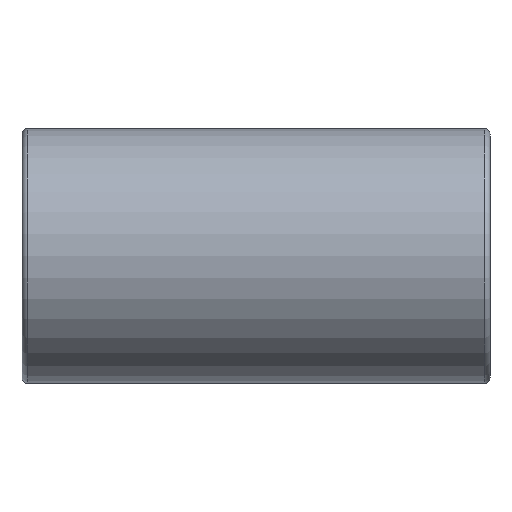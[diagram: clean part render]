
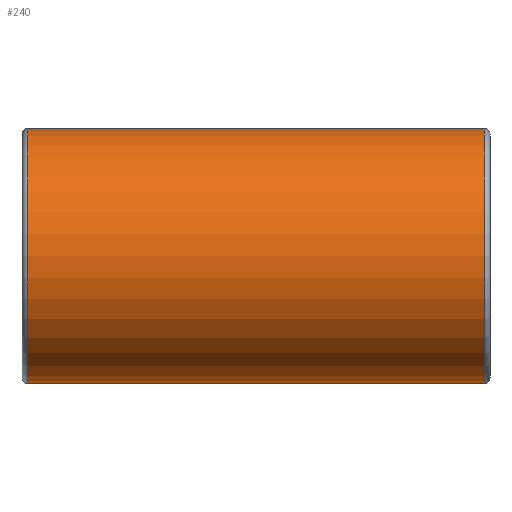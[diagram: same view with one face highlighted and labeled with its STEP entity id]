
A CAD part, top view. The second image highlights one B-rep face of the part: STEP entity #240.
In plain terms, the highlighted cylindrical face has radius 21.5 mm (diameter 43 mm), a full revolution.
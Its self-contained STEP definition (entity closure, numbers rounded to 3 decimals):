
#15=B_SPLINE_CURVE_WITH_KNOTS('',3,(#406,#407,#408,#409,#410,#411,#412,
#413,#414,#415,#416,#417,#418,#419,#420,#421,#422,#423,#424,#425,#426,#427,
#428,#429,#430,#431,#432,#433,#434,#435,#436,#437,#438,#439),
 .UNSPECIFIED.,.F.,.F.,(4,2,2,2,2,2,2,2,2,2,2,2,2,2,2,2,4),(2.859,
3.209,3.56,3.911,4.262,4.626,
4.989,5.353,5.717,6.081,6.445,
6.809,7.173,7.523,7.874,8.225,
8.576),.UNSPECIFIED.);
#16=B_SPLINE_CURVE_WITH_KNOTS('',3,(#444,#445,#446,#447,#448,#449,#450,
#451,#452,#453,#454,#455,#456,#457,#458,#459,#460,#461),.UNSPECIFIED.,.F.,
 .F.,(4,2,2,2,2,2,2,2,4),(8.576,8.927,9.277,
9.628,9.979,10.343,10.707,11.07,
11.434),.UNSPECIFIED.);
#17=B_SPLINE_CURVE_WITH_KNOTS('',3,(#462,#463,#464,#465,#466,#467,#468,
#469,#470,#471,#472,#473,#474,#475,#476,#477,#478,#479),.UNSPECIFIED.,.F.,
 .F.,(4,2,2,2,2,2,2,2,4),(0.,0.364,0.728,1.092,
1.456,1.806,2.157,2.508,2.859),
 .UNSPECIFIED.);
#39=FACE_OUTER_BOUND('',#56,.T.);
#56=EDGE_LOOP('',(#174,#175,#176,#177,#178,#179,#180,#181,#182));
#75=LINE('',#404,#84);
#76=LINE('',#441,#85);
#84=VECTOR('',#330,21.5);
#85=VECTOR('',#331,21.5);
#97=CIRCLE('',#281,21.5);
#98=CIRCLE('',#283,21.5);
#114=VERTEX_POINT('',#399);
#115=VERTEX_POINT('',#403);
#116=VERTEX_POINT('',#405);
#117=VERTEX_POINT('',#440);
#118=VERTEX_POINT('',#443);
#137=EDGE_CURVE('',#114,#114,#97,.T.);
#138=EDGE_CURVE('',#114,#115,#75,.T.);
#139=EDGE_CURVE('',#115,#116,#15,.T.);
#140=EDGE_CURVE('',#116,#117,#76,.T.);
#141=EDGE_CURVE('',#117,#117,#98,.T.);
#142=EDGE_CURVE('',#116,#118,#16,.T.);
#143=EDGE_CURVE('',#118,#115,#17,.T.);
#174=ORIENTED_EDGE('',*,*,#137,.F.);
#175=ORIENTED_EDGE('',*,*,#138,.T.);
#176=ORIENTED_EDGE('',*,*,#139,.T.);
#177=ORIENTED_EDGE('',*,*,#140,.T.);
#178=ORIENTED_EDGE('',*,*,#141,.F.);
#179=ORIENTED_EDGE('',*,*,#140,.F.);
#180=ORIENTED_EDGE('',*,*,#142,.T.);
#181=ORIENTED_EDGE('',*,*,#143,.T.);
#182=ORIENTED_EDGE('',*,*,#138,.F.);
#231=CYLINDRICAL_SURFACE('',#282,21.5);
#240=ADVANCED_FACE('',(#39),#231,.T.);
#281=AXIS2_PLACEMENT_3D('',#401,#326,#327);
#282=AXIS2_PLACEMENT_3D('',#402,#328,#329);
#283=AXIS2_PLACEMENT_3D('',#442,#332,#333);
#326=DIRECTION('center_axis',(-1.,0.,0.));
#327=DIRECTION('ref_axis',(0.,0.,-1.));
#328=DIRECTION('center_axis',(-1.,0.,0.));
#329=DIRECTION('ref_axis',(0.,0.,1.));
#330=DIRECTION('',(1.,0.,0.));
#331=DIRECTION('',(1.,0.,0.));
#332=DIRECTION('center_axis',(1.,0.,0.));
#333=DIRECTION('ref_axis',(0.,0.,-1.));
#399=CARTESIAN_POINT('',(-38.5,0.,-21.5));
#401=CARTESIAN_POINT('Origin',(-38.5,0.,0.));
#402=CARTESIAN_POINT('Origin',(0.,0.,0.));
#403=CARTESIAN_POINT('',(-17.6,0.,-21.5));
#404=CARTESIAN_POINT('',(0.,0.,-21.5));
#405=CARTESIAN_POINT('',(17.6,0.,-21.5));
#406=CARTESIAN_POINT('Ctrl Pts',(-17.6,0.,-21.5));
#407=CARTESIAN_POINT('Ctrl Pts',(-17.6,-1.169,-21.5));
#408=CARTESIAN_POINT('Ctrl Pts',(-17.482,-2.36,-21.403));
#409=CARTESIAN_POINT('Ctrl Pts',(-17.005,-4.691,-21.015));
#410=CARTESIAN_POINT('Ctrl Pts',(-16.647,-5.833,-20.725));
#411=CARTESIAN_POINT('Ctrl Pts',(-15.726,-7.989,-19.993));
#412=CARTESIAN_POINT('Ctrl Pts',(-15.163,-9.006,-19.551));
#413=CARTESIAN_POINT('Ctrl Pts',(-13.892,-10.865,-18.582));
#414=CARTESIAN_POINT('Ctrl Pts',(-13.184,-11.706,-18.056));
#415=CARTESIAN_POINT('Ctrl Pts',(-11.679,-13.212,-16.988));
#416=CARTESIAN_POINT('Ctrl Pts',(-10.82,-13.927,-16.402));
#417=CARTESIAN_POINT('Ctrl Pts',(-8.957,-15.192,-15.238));
#418=CARTESIAN_POINT('Ctrl Pts',(-7.952,-15.743,-14.658));
#419=CARTESIAN_POINT('Ctrl Pts',(-5.833,-16.645,-13.626));
#420=CARTESIAN_POINT('Ctrl Pts',(-4.718,-16.997,-13.173));
#421=CARTESIAN_POINT('Ctrl Pts',(-2.408,-17.474,-12.532));
#422=CARTESIAN_POINT('Ctrl Pts',(-1.213,-17.6,-12.349));
#423=CARTESIAN_POINT('Ctrl Pts',(1.213,-17.6,-12.349));
#424=CARTESIAN_POINT('Ctrl Pts',(2.408,-17.474,-12.532));
#425=CARTESIAN_POINT('Ctrl Pts',(4.718,-16.997,-13.173));
#426=CARTESIAN_POINT('Ctrl Pts',(5.833,-16.645,-13.626));
#427=CARTESIAN_POINT('Ctrl Pts',(7.952,-15.743,-14.658));
#428=CARTESIAN_POINT('Ctrl Pts',(8.957,-15.192,-15.238));
#429=CARTESIAN_POINT('Ctrl Pts',(10.82,-13.927,-16.402));
#430=CARTESIAN_POINT('Ctrl Pts',(11.679,-13.212,-16.988));
#431=CARTESIAN_POINT('Ctrl Pts',(13.184,-11.706,-18.056));
#432=CARTESIAN_POINT('Ctrl Pts',(13.892,-10.865,-18.582));
#433=CARTESIAN_POINT('Ctrl Pts',(15.163,-9.006,-19.551));
#434=CARTESIAN_POINT('Ctrl Pts',(15.726,-7.989,-19.993));
#435=CARTESIAN_POINT('Ctrl Pts',(16.647,-5.833,-20.725));
#436=CARTESIAN_POINT('Ctrl Pts',(17.005,-4.691,-21.015));
#437=CARTESIAN_POINT('Ctrl Pts',(17.482,-2.36,-21.403));
#438=CARTESIAN_POINT('Ctrl Pts',(17.6,-1.169,-21.5));
#439=CARTESIAN_POINT('Ctrl Pts',(17.6,0.,-21.5));
#440=CARTESIAN_POINT('',(38.5,0.,-21.5));
#441=CARTESIAN_POINT('',(0.,0.,-21.5));
#442=CARTESIAN_POINT('Origin',(38.5,0.,0.));
#443=CARTESIAN_POINT('',(0.,17.6,-12.349));
#444=CARTESIAN_POINT('Ctrl Pts',(17.6,0.,-21.5));
#445=CARTESIAN_POINT('Ctrl Pts',(17.6,1.169,-21.5));
#446=CARTESIAN_POINT('Ctrl Pts',(17.482,2.36,-21.403));
#447=CARTESIAN_POINT('Ctrl Pts',(17.005,4.691,-21.015));
#448=CARTESIAN_POINT('Ctrl Pts',(16.647,5.833,-20.725));
#449=CARTESIAN_POINT('Ctrl Pts',(15.726,7.989,-19.993));
#450=CARTESIAN_POINT('Ctrl Pts',(15.163,9.006,-19.551));
#451=CARTESIAN_POINT('Ctrl Pts',(13.892,10.865,-18.582));
#452=CARTESIAN_POINT('Ctrl Pts',(13.184,11.706,-18.056));
#453=CARTESIAN_POINT('Ctrl Pts',(11.679,13.212,-16.988));
#454=CARTESIAN_POINT('Ctrl Pts',(10.82,13.927,-16.402));
#455=CARTESIAN_POINT('Ctrl Pts',(8.957,15.192,-15.238));
#456=CARTESIAN_POINT('Ctrl Pts',(7.952,15.743,-14.658));
#457=CARTESIAN_POINT('Ctrl Pts',(5.833,16.645,-13.626));
#458=CARTESIAN_POINT('Ctrl Pts',(4.718,16.997,-13.173));
#459=CARTESIAN_POINT('Ctrl Pts',(2.408,17.474,-12.532));
#460=CARTESIAN_POINT('Ctrl Pts',(1.213,17.6,-12.349));
#461=CARTESIAN_POINT('Ctrl Pts',(0.,17.6,-12.349));
#462=CARTESIAN_POINT('Ctrl Pts',(0.,17.6,-12.349));
#463=CARTESIAN_POINT('Ctrl Pts',(-1.213,17.6,-12.349));
#464=CARTESIAN_POINT('Ctrl Pts',(-2.408,17.474,-12.532));
#465=CARTESIAN_POINT('Ctrl Pts',(-4.718,16.997,-13.173));
#466=CARTESIAN_POINT('Ctrl Pts',(-5.833,16.645,-13.626));
#467=CARTESIAN_POINT('Ctrl Pts',(-7.952,15.743,-14.658));
#468=CARTESIAN_POINT('Ctrl Pts',(-8.957,15.192,-15.238));
#469=CARTESIAN_POINT('Ctrl Pts',(-10.82,13.927,-16.402));
#470=CARTESIAN_POINT('Ctrl Pts',(-11.679,13.212,-16.988));
#471=CARTESIAN_POINT('Ctrl Pts',(-13.184,11.706,-18.056));
#472=CARTESIAN_POINT('Ctrl Pts',(-13.892,10.865,-18.582));
#473=CARTESIAN_POINT('Ctrl Pts',(-15.163,9.006,-19.551));
#474=CARTESIAN_POINT('Ctrl Pts',(-15.726,7.989,-19.993));
#475=CARTESIAN_POINT('Ctrl Pts',(-16.647,5.833,-20.725));
#476=CARTESIAN_POINT('Ctrl Pts',(-17.005,4.691,-21.015));
#477=CARTESIAN_POINT('Ctrl Pts',(-17.482,2.36,-21.403));
#478=CARTESIAN_POINT('Ctrl Pts',(-17.6,1.169,-21.5));
#479=CARTESIAN_POINT('Ctrl Pts',(-17.6,0.,-21.5));
